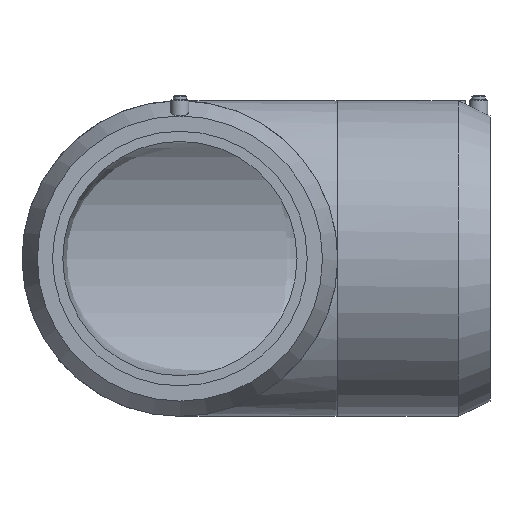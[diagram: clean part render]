
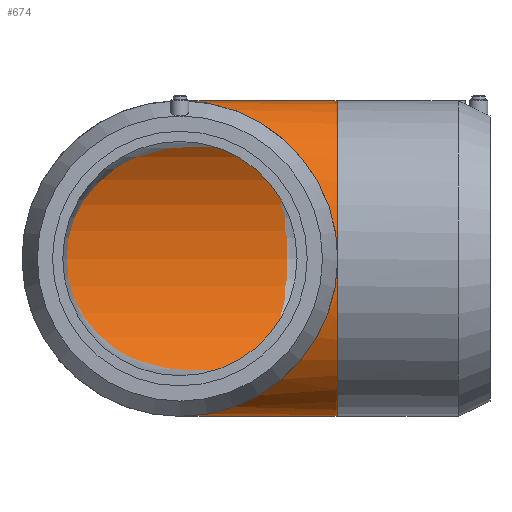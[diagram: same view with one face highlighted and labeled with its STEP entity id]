
A CAD part, front view. The second image highlights one B-rep face of the part: STEP entity #674.
In plain terms, the highlighted toroidal (fillet/blend) face has major radius 139.52 mm and minor radius 139.5 mm.
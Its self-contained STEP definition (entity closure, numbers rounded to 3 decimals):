
#15=TOROIDAL_SURFACE('',#764,139.52,139.5);
#67=FACE_OUTER_BOUND('',#114,.T.);
#114=EDGE_LOOP('',(#485,#486,#487,#488,#489,#490,#491));
#150=B_SPLINE_CURVE_WITH_KNOTS('',3,(#1194,#1195,#1196,#1197,#1198,#1199,
#1200,#1201,#1202,#1203,#1204,#1205,#1206,#1207,#1208,#1209,#1210,#1211,
#1212,#1213,#1214,#1215,#1216,#1217,#1218,#1219,#1220,#1221,#1222,#1223,
#1224,#1225,#1226,#1227,#1228,#1229),.UNSPECIFIED.,.F.,.F.,(4,2,2,2,2,2,
2,2,2,2,2,2,2,2,2,2,2,4),(-20.655,-19.369,-18.082,
-16.794,-15.507,-14.22,-12.932,
-11.645,-10.358,-9.072,-7.786,
-6.5,-5.214,-3.911,-2.607,
-1.304,-0.652,0.),.UNSPECIFIED.);
#151=B_SPLINE_CURVE_WITH_KNOTS('',3,(#1241,#1242,#1243,#1244,#1245,#1246,
#1247,#1248,#1249,#1250,#1251,#1252,#1253,#1254,#1255,#1256,#1257,#1258,
#1259,#1260,#1261,#1262,#1263,#1264,#1265,#1266,#1267,#1268,#1269,#1270,
#1271,#1272,#1273,#1274,#1275,#1276),.UNSPECIFIED.,.F.,.F.,(4,2,2,2,2,2,
2,2,2,2,2,2,2,2,2,2,2,4),(0.,0.652,1.304,2.607,
3.911,5.214,6.5,7.786,9.072,
10.358,11.645,12.932,14.22,15.507,
16.794,18.082,19.369,20.655),
 .UNSPECIFIED.);
#169=LINE('',#1278,#195);
#170=LINE('',#1281,#196);
#195=VECTOR('',#919,10.);
#196=VECTOR('',#922,10.);
#237=CIRCLE('',#765,139.5);
#238=CIRCLE('',#766,139.5);
#239=CIRCLE('',#767,139.5);
#288=VERTEX_POINT('',#1192);
#289=VERTEX_POINT('',#1193);
#292=VERTEX_POINT('',#1240);
#293=VERTEX_POINT('',#1277);
#294=VERTEX_POINT('',#1279);
#295=VERTEX_POINT('',#1282);
#358=EDGE_CURVE('',#288,#289,#150,.T.);
#365=EDGE_CURVE('',#289,#292,#151,.T.);
#366=EDGE_CURVE('',#292,#293,#169,.T.);
#367=EDGE_CURVE('',#294,#293,#237,.T.);
#368=EDGE_CURVE('',#294,#288,#170,.F.);
#369=EDGE_CURVE('',#289,#295,#238,.T.);
#370=EDGE_CURVE('',#295,#289,#239,.T.);
#485=ORIENTED_EDGE('',*,*,#365,.T.);
#486=ORIENTED_EDGE('',*,*,#366,.T.);
#487=ORIENTED_EDGE('',*,*,#367,.F.);
#488=ORIENTED_EDGE('',*,*,#368,.T.);
#489=ORIENTED_EDGE('',*,*,#358,.T.);
#490=ORIENTED_EDGE('',*,*,#369,.T.);
#491=ORIENTED_EDGE('',*,*,#370,.T.);
#674=ADVANCED_FACE('',(#67),#15,.T.);
#764=AXIS2_PLACEMENT_3D('',#1239,#917,#918);
#765=AXIS2_PLACEMENT_3D('',#1280,#920,#921);
#766=AXIS2_PLACEMENT_3D('',#1283,#923,#924);
#767=AXIS2_PLACEMENT_3D('',#1284,#925,#926);
#917=DIRECTION('center_axis',(0.,0.,-1.));
#918=DIRECTION('ref_axis',(-1.,0.,0.));
#919=DIRECTION('',(1.,0.,0.));
#920=DIRECTION('center_axis',(1.,0.,0.));
#921=DIRECTION('ref_axis',(0.,-1.,0.));
#922=DIRECTION('',(1.,0.,0.));
#923=DIRECTION('center_axis',(0.,1.,0.));
#924=DIRECTION('ref_axis',(1.,0.,0.));
#925=DIRECTION('center_axis',(0.,1.,0.));
#926=DIRECTION('ref_axis',(1.,0.,0.));
#1192=CARTESIAN_POINT('',(139.5,161.51,-139.5));
#1193=CARTESIAN_POINT('',(139.5,22.,0.));
#1194=CARTESIAN_POINT('Ctrl Pts',(139.5,161.51,-139.5));
#1195=CARTESIAN_POINT('Ctrl Pts',(139.5,157.222,-139.5));
#1196=CARTESIAN_POINT('Ctrl Pts',(139.5,152.736,-139.298));
#1197=CARTESIAN_POINT('Ctrl Pts',(139.5,143.612,-138.422));
#1198=CARTESIAN_POINT('Ctrl Pts',(139.5,138.975,-137.746));
#1199=CARTESIAN_POINT('Ctrl Pts',(139.5,129.796,-135.925));
#1200=CARTESIAN_POINT('Ctrl Pts',(139.5,125.251,-134.781));
#1201=CARTESIAN_POINT('Ctrl Pts',(139.5,116.48,-132.109));
#1202=CARTESIAN_POINT('Ctrl Pts',(139.5,112.253,-130.581));
#1203=CARTESIAN_POINT('Ctrl Pts',(139.5,104.321,-127.306));
#1204=CARTESIAN_POINT('Ctrl Pts',(139.5,100.248,-125.407));
#1205=CARTESIAN_POINT('Ctrl Pts',(139.5,92.146,-121.114));
#1206=CARTESIAN_POINT('Ctrl Pts',(139.5,88.118,-118.719));
#1207=CARTESIAN_POINT('Ctrl Pts',(139.5,80.327,-113.534));
#1208=CARTESIAN_POINT('Ctrl Pts',(139.5,76.564,-110.742));
#1209=CARTESIAN_POINT('Ctrl Pts',(139.5,69.476,-104.925));
#1210=CARTESIAN_POINT('Ctrl Pts',(139.5,66.152,-101.9));
#1211=CARTESIAN_POINT('Ctrl Pts',(139.5,60.073,-95.849));
#1212=CARTESIAN_POINT('Ctrl Pts',(139.5,57.036,-92.544));
#1213=CARTESIAN_POINT('Ctrl Pts',(139.5,51.192,-85.492));
#1214=CARTESIAN_POINT('Ctrl Pts',(139.5,48.385,-81.747));
#1215=CARTESIAN_POINT('Ctrl Pts',(139.5,43.167,-73.991));
#1216=CARTESIAN_POINT('Ctrl Pts',(139.5,40.755,-69.979));
#1217=CARTESIAN_POINT('Ctrl Pts',(139.5,36.426,-61.909));
#1218=CARTESIAN_POINT('Ctrl Pts',(139.5,34.508,-57.85));
#1219=CARTESIAN_POINT('Ctrl Pts',(139.5,31.173,-49.889));
#1220=CARTESIAN_POINT('Ctrl Pts',(139.5,29.607,-45.616));
#1221=CARTESIAN_POINT('Ctrl Pts',(139.5,26.866,-36.745));
#1222=CARTESIAN_POINT('Ctrl Pts',(139.5,25.692,-32.147));
#1223=CARTESIAN_POINT('Ctrl Pts',(139.5,23.823,-22.853));
#1224=CARTESIAN_POINT('Ctrl Pts',(139.5,23.128,-18.154));
#1225=CARTESIAN_POINT('Ctrl Pts',(139.5,22.452,-11.214));
#1226=CARTESIAN_POINT('Ctrl Pts',(139.5,22.287,-8.919));
#1227=CARTESIAN_POINT('Ctrl Pts',(139.5,22.069,-4.399));
#1228=CARTESIAN_POINT('Ctrl Pts',(139.5,22.026,-2.173));
#1229=CARTESIAN_POINT('Ctrl Pts',(139.5,22.,0.));
#1239=CARTESIAN_POINT('Origin',(139.52,22.,0.));
#1240=CARTESIAN_POINT('',(139.5,161.51,139.5));
#1241=CARTESIAN_POINT('Ctrl Pts',(139.5,22.,0.));
#1242=CARTESIAN_POINT('Ctrl Pts',(139.5,22.026,2.173));
#1243=CARTESIAN_POINT('Ctrl Pts',(139.5,22.069,4.399));
#1244=CARTESIAN_POINT('Ctrl Pts',(139.5,22.287,8.919));
#1245=CARTESIAN_POINT('Ctrl Pts',(139.5,22.452,11.214));
#1246=CARTESIAN_POINT('Ctrl Pts',(139.5,23.128,18.154));
#1247=CARTESIAN_POINT('Ctrl Pts',(139.5,23.823,22.853));
#1248=CARTESIAN_POINT('Ctrl Pts',(139.5,25.692,32.147));
#1249=CARTESIAN_POINT('Ctrl Pts',(139.5,26.866,36.745));
#1250=CARTESIAN_POINT('Ctrl Pts',(139.5,29.607,45.616));
#1251=CARTESIAN_POINT('Ctrl Pts',(139.5,31.173,49.889));
#1252=CARTESIAN_POINT('Ctrl Pts',(139.5,34.508,57.85));
#1253=CARTESIAN_POINT('Ctrl Pts',(139.5,36.426,61.909));
#1254=CARTESIAN_POINT('Ctrl Pts',(139.5,40.755,69.979));
#1255=CARTESIAN_POINT('Ctrl Pts',(139.5,43.167,73.991));
#1256=CARTESIAN_POINT('Ctrl Pts',(139.5,48.385,81.747));
#1257=CARTESIAN_POINT('Ctrl Pts',(139.5,51.192,85.492));
#1258=CARTESIAN_POINT('Ctrl Pts',(139.5,57.036,92.544));
#1259=CARTESIAN_POINT('Ctrl Pts',(139.5,60.073,95.849));
#1260=CARTESIAN_POINT('Ctrl Pts',(139.5,66.152,101.9));
#1261=CARTESIAN_POINT('Ctrl Pts',(139.5,69.476,104.925));
#1262=CARTESIAN_POINT('Ctrl Pts',(139.5,76.564,110.742));
#1263=CARTESIAN_POINT('Ctrl Pts',(139.5,80.327,113.534));
#1264=CARTESIAN_POINT('Ctrl Pts',(139.5,88.118,118.719));
#1265=CARTESIAN_POINT('Ctrl Pts',(139.5,92.146,121.114));
#1266=CARTESIAN_POINT('Ctrl Pts',(139.5,100.248,125.407));
#1267=CARTESIAN_POINT('Ctrl Pts',(139.5,104.321,127.306));
#1268=CARTESIAN_POINT('Ctrl Pts',(139.5,112.253,130.581));
#1269=CARTESIAN_POINT('Ctrl Pts',(139.5,116.48,132.109));
#1270=CARTESIAN_POINT('Ctrl Pts',(139.5,125.251,134.781));
#1271=CARTESIAN_POINT('Ctrl Pts',(139.5,129.796,135.925));
#1272=CARTESIAN_POINT('Ctrl Pts',(139.5,138.975,137.746));
#1273=CARTESIAN_POINT('Ctrl Pts',(139.5,143.612,138.422));
#1274=CARTESIAN_POINT('Ctrl Pts',(139.5,152.736,139.298));
#1275=CARTESIAN_POINT('Ctrl Pts',(139.5,157.222,139.5));
#1276=CARTESIAN_POINT('Ctrl Pts',(139.5,161.51,139.5));
#1277=CARTESIAN_POINT('',(139.52,161.51,139.5));
#1278=CARTESIAN_POINT('',(139.5,161.51,139.5));
#1279=CARTESIAN_POINT('',(139.52,161.51,-139.5));
#1280=CARTESIAN_POINT('Origin',(139.52,161.52,0.));
#1281=CARTESIAN_POINT('',(139.5,161.51,-139.5));
#1282=CARTESIAN_POINT('',(0.,22.,139.5));
#1283=CARTESIAN_POINT('Origin',(0.,22.,0.));
#1284=CARTESIAN_POINT('Origin',(0.,22.,0.));
